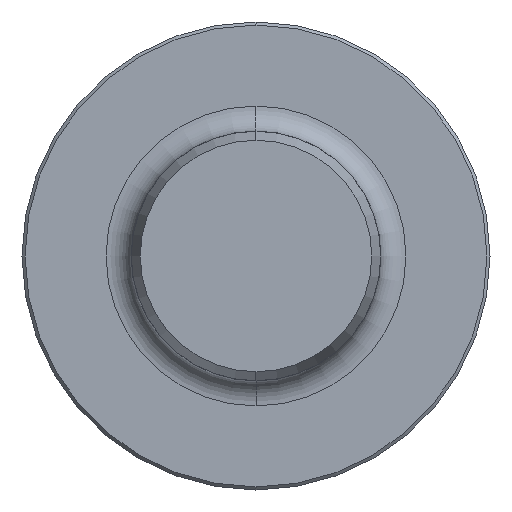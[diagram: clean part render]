
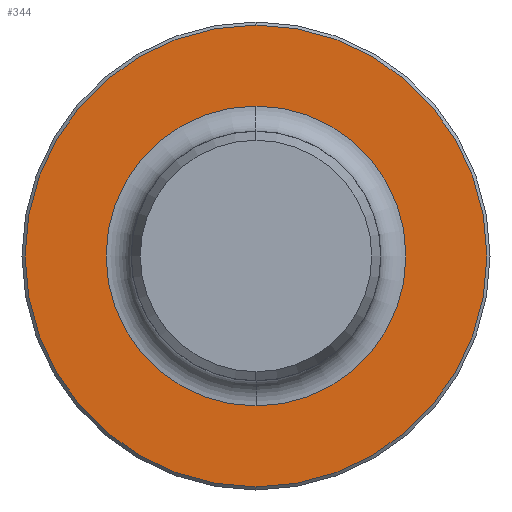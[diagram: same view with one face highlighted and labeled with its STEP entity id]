
A CAD part, left-side view. The second image highlights one B-rep face of the part: STEP entity #344.
In plain terms, the highlighted planar face has unit normal (-1, 0, 0).
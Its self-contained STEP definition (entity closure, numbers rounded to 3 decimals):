
#3 = CARTESIAN_POINT ( 'NONE',  ( 15.5, 0., 0. ) ) ;
#23 = PLANE ( 'NONE',  #86 ) ;
#40 = DIRECTION ( 'NONE',  ( 0., 0., -1. ) ) ;
#47 = CARTESIAN_POINT ( 'NONE',  ( 15.5, 0., -4.805 ) ) ;
#50 = CIRCLE ( 'NONE', #324, 7.4 ) ;
#81 = EDGE_CURVE ( 'NONE', #91, #281, #302, .T. ) ;
#85 = AXIS2_PLACEMENT_3D ( 'NONE', #239, #395, #168 ) ;
#86 = AXIS2_PLACEMENT_3D ( 'NONE', #146, #397, #247 ) ;
#91 = VERTEX_POINT ( 'NONE', #226 ) ;
#101 = AXIS2_PLACEMENT_3D ( 'NONE', #3, #456, #40 ) ;
#115 = DIRECTION ( 'NONE',  ( 0., 0., -1. ) ) ;
#129 = ORIENTED_EDGE ( 'NONE', *, *, #270, .T. ) ;
#137 = EDGE_CURVE ( 'NONE', #440, #185, #50, .T. ) ;
#146 = CARTESIAN_POINT ( 'NONE',  ( 15.5, 4.005, 0. ) ) ;
#168 = DIRECTION ( 'NONE',  ( 0., 0., -1. ) ) ;
#174 = FACE_OUTER_BOUND ( 'NONE', #332, .T. ) ;
#185 = VERTEX_POINT ( 'NONE', #198 ) ;
#198 = CARTESIAN_POINT ( 'NONE',  ( 15.5, 0., 7.4 ) ) ;
#203 = DIRECTION ( 'NONE',  ( -1., 0., 0. ) ) ;
#211 = FACE_BOUND ( 'NONE', #430, .T. ) ;
#226 = CARTESIAN_POINT ( 'NONE',  ( 15.5, 0., 4.805 ) ) ;
#234 = DIRECTION ( 'NONE',  ( 0., 0., -1. ) ) ;
#239 = CARTESIAN_POINT ( 'NONE',  ( 15.5, 0., 0. ) ) ;
#247 = DIRECTION ( 'NONE',  ( 0., 0., -1. ) ) ;
#250 = ORIENTED_EDGE ( 'NONE', *, *, #81, .T. ) ;
#251 = CIRCLE ( 'NONE', #458, 7.4 ) ;
#270 = EDGE_CURVE ( 'NONE', #281, #91, #408, .T. ) ;
#274 = CARTESIAN_POINT ( 'NONE',  ( 15.5, 0., 0. ) ) ;
#281 = VERTEX_POINT ( 'NONE', #47 ) ;
#302 = CIRCLE ( 'NONE', #101, 4.805 ) ;
#306 = EDGE_CURVE ( 'NONE', #185, #440, #251, .T. ) ;
#324 = AXIS2_PLACEMENT_3D ( 'NONE', #450, #413, #115 ) ;
#332 = EDGE_LOOP ( 'NONE', ( #386, #453 ) ) ;
#344 = ADVANCED_FACE ( 'NONE', ( #174, #211 ), #23, .F. ) ;
#386 = ORIENTED_EDGE ( 'NONE', *, *, #137, .T. ) ;
#395 = DIRECTION ( 'NONE',  ( 1., 0., 0. ) ) ;
#397 = DIRECTION ( 'NONE',  ( 1., 0., 0. ) ) ;
#408 = CIRCLE ( 'NONE', #85, 4.805 ) ;
#413 = DIRECTION ( 'NONE',  ( -1., 0., 0. ) ) ;
#430 = EDGE_LOOP ( 'NONE', ( #129, #250 ) ) ;
#440 = VERTEX_POINT ( 'NONE', #477 ) ;
#450 = CARTESIAN_POINT ( 'NONE',  ( 15.5, 0., 0. ) ) ;
#453 = ORIENTED_EDGE ( 'NONE', *, *, #306, .T. ) ;
#456 = DIRECTION ( 'NONE',  ( 1., 0., 0. ) ) ;
#458 = AXIS2_PLACEMENT_3D ( 'NONE', #274, #203, #234 ) ;
#477 = CARTESIAN_POINT ( 'NONE',  ( 15.5, 0., -7.4 ) ) ;
